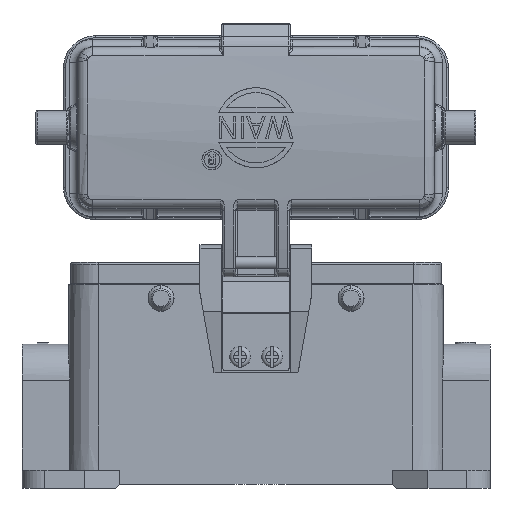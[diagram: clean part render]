
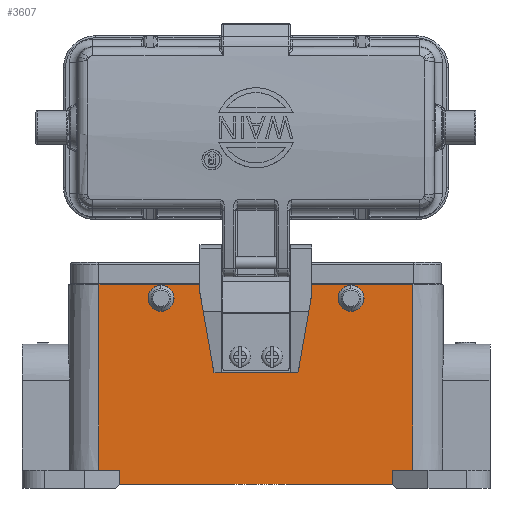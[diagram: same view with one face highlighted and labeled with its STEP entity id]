
A CAD part, front view. The second image highlights one B-rep face of the part: STEP entity #3607.
In plain terms, the highlighted planar face has unit normal (0, -1, 0.009).
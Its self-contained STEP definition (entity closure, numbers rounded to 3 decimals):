
#83=ELLIPSE('',#25510,1.5,1.5);
#84=ELLIPSE('',#25511,1.5,1.5);
#1792=PLANE('',#25512);
#2076=FACE_BOUND('',#6472,.T.);
#2077=FACE_BOUND('',#6473,.T.);
#2078=FACE_BOUND('',#6474,.T.);
#2079=FACE_BOUND('',#6475,.T.);
#2080=FACE_BOUND('',#6476,.T.);
#3607=ADVANCED_FACE('',(#2076,#2077,#2078,#2079,#2080),#1792,.T.);
#6472=EDGE_LOOP('',(#14839));
#6473=EDGE_LOOP('',(#14840));
#6474=EDGE_LOOP('',(#14841));
#6475=EDGE_LOOP('',(#14842));
#6476=EDGE_LOOP('',(#14843,#14844,#14845,#14846,#14847,#14848,#14849,#14850,
#14851,#14852,#14853,#14854));
#7967=LINE('',#45047,#9600);
#7968=LINE('',#45049,#9601);
#7980=LINE('',#45092,#9613);
#7985=LINE('',#45113,#9618);
#7992=LINE('',#45148,#9625);
#8021=LINE('',#45223,#9654);
#8024=LINE('',#45237,#9657);
#8031=LINE('',#45253,#9664);
#8165=LINE('',#45765,#9798);
#8178=LINE('',#45799,#9811);
#8180=LINE('',#45803,#9813);
#8181=LINE('',#45813,#9814);
#9600=VECTOR('',#29949,1.);
#9601=VECTOR('',#29952,1.);
#9613=VECTOR('',#29976,1.);
#9618=VECTOR('',#29987,1.);
#9625=VECTOR('',#30006,1.);
#9654=VECTOR('',#30079,1.);
#9657=VECTOR('',#30096,1.);
#9664=VECTOR('',#30107,1.);
#9798=VECTOR('',#30391,1.);
#9811=VECTOR('',#30426,1.);
#9813=VECTOR('',#30430,1.);
#9814=VECTOR('',#30441,1.);
#14839=ORIENTED_EDGE('',*,*,#21858,.F.);
#14840=ORIENTED_EDGE('',*,*,#21859,.F.);
#14841=ORIENTED_EDGE('',*,*,#21860,.T.);
#14842=ORIENTED_EDGE('',*,*,#21861,.T.);
#14843=ORIENTED_EDGE('',*,*,#21855,.T.);
#14844=ORIENTED_EDGE('',*,*,#21838,.T.);
#14845=ORIENTED_EDGE('',*,*,#21656,.F.);
#14846=ORIENTED_EDGE('',*,*,#21648,.T.);
#14847=ORIENTED_EDGE('',*,*,#21641,.F.);
#14848=ORIENTED_EDGE('',*,*,#21862,.T.);
#14849=ORIENTED_EDGE('',*,*,#21603,.F.);
#14850=ORIENTED_EDGE('',*,*,#21591,.T.);
#14851=ORIENTED_EDGE('',*,*,#21583,.T.);
#14852=ORIENTED_EDGE('',*,*,#21567,.T.);
#14853=ORIENTED_EDGE('',*,*,#21566,.F.);
#14854=ORIENTED_EDGE('',*,*,#21857,.F.);
#18641=VERTEX_POINT('',#45044);
#18642=VERTEX_POINT('',#45046);
#18643=VERTEX_POINT('',#45050);
#18656=VERTEX_POINT('',#45093);
#18661=VERTEX_POINT('',#45114);
#18671=VERTEX_POINT('',#45149);
#18692=VERTEX_POINT('',#45218);
#18694=VERTEX_POINT('',#45222);
#18699=VERTEX_POINT('',#45238);
#18706=VERTEX_POINT('',#45254);
#18826=VERTEX_POINT('',#45766);
#18836=VERTEX_POINT('',#45800);
#18837=VERTEX_POINT('',#45806);
#18838=VERTEX_POINT('',#45808);
#18839=VERTEX_POINT('',#45810);
#18840=VERTEX_POINT('',#45812);
#21566=EDGE_CURVE('',#18642,#18641,#7967,.T.);
#21567=EDGE_CURVE('',#18643,#18641,#7968,.T.);
#21583=EDGE_CURVE('',#18656,#18643,#7980,.T.);
#21591=EDGE_CURVE('',#18661,#18656,#7985,.T.);
#21603=EDGE_CURVE('',#18661,#18671,#7992,.T.);
#21641=EDGE_CURVE('',#18694,#18692,#8021,.T.);
#21648=EDGE_CURVE('',#18699,#18692,#8024,.T.);
#21656=EDGE_CURVE('',#18699,#18706,#8031,.T.);
#21838=EDGE_CURVE('',#18826,#18706,#8165,.T.);
#21855=EDGE_CURVE('',#18836,#18826,#8178,.T.);
#21857=EDGE_CURVE('',#18836,#18642,#8180,.T.);
#21858=EDGE_CURVE('',#18837,#18837,#23698,.T.);
#21859=EDGE_CURVE('',#18838,#18838,#23699,.T.);
#21860=EDGE_CURVE('',#18839,#18839,#83,.T.);
#21861=EDGE_CURVE('',#18840,#18840,#84,.T.);
#21862=EDGE_CURVE('',#18694,#18671,#8181,.T.);
#23698=CIRCLE('',#25508,1.5);
#23699=CIRCLE('',#25509,1.5);
#25508=AXIS2_PLACEMENT_3D('',#45805,#30433,#30434);
#25509=AXIS2_PLACEMENT_3D('',#45807,#30435,#30436);
#25510=AXIS2_PLACEMENT_3D('',#45809,#30437,#30438);
#25511=AXIS2_PLACEMENT_3D('',#45811,#30439,#30440);
#25512=AXIS2_PLACEMENT_3D('',#45814,#30442,#30443);
#29949=DIRECTION('',(1.,0.,0.));
#29952=DIRECTION('',(0.,-0.009,-1.));
#29976=DIRECTION('',(-1.,0.,0.));
#29987=DIRECTION('',(0.,0.009,1.));
#30006=DIRECTION('',(-1.,0.,0.));
#30079=DIRECTION('',(-1.,0.,0.));
#30096=DIRECTION('',(0.,-0.009,-1.));
#30107=DIRECTION('',(-1.,0.,0.));
#30391=DIRECTION('',(0.,-0.009,-1.));
#30426=DIRECTION('',(-1.,0.,0.));
#30430=DIRECTION('',(0.,-0.009,-1.));
#30433=DIRECTION('',(0.,-1.,0.009));
#30434=DIRECTION('',(1.,0.,0.));
#30435=DIRECTION('',(0.,-1.,0.009));
#30436=DIRECTION('',(1.,0.,0.));
#30437=DIRECTION('',(0.,1.,-0.009));
#30438=DIRECTION('',(0.,0.009,1.));
#30439=DIRECTION('',(0.,1.,-0.009));
#30440=DIRECTION('',(0.,0.009,1.));
#30441=DIRECTION('',(0.,0.009,1.));
#30442=DIRECTION('',(0.,-1.,0.009));
#30443=DIRECTION('',(-1.,0.,0.));
#45044=CARTESIAN_POINT('',(1.6,-21.526,21.5));
#45046=CARTESIAN_POINT('',(-1.6,-21.526,21.5));
#45047=CARTESIAN_POINT('',(-1.6,-21.526,21.5));
#45049=CARTESIAN_POINT('',(1.6,-21.5,24.5));
#45050=CARTESIAN_POINT('',(1.6,-21.5,24.5));
#45092=CARTESIAN_POINT('',(39.25,-21.5,24.5));
#45093=CARTESIAN_POINT('',(39.25,-21.5,24.5));
#45113=CARTESIAN_POINT('',(39.25,-21.906,-22.));
#45114=CARTESIAN_POINT('',(39.25,-21.906,-22.));
#45148=CARTESIAN_POINT('',(39.25,-21.906,-22.));
#45149=CARTESIAN_POINT('',(34.,-21.906,-22.));
#45218=CARTESIAN_POINT('',(-34.,-21.936,-25.5));
#45222=CARTESIAN_POINT('',(34.,-21.936,-25.5));
#45223=CARTESIAN_POINT('',(34.,-21.936,-25.5));
#45237=CARTESIAN_POINT('',(-34.,-21.906,-22.));
#45238=CARTESIAN_POINT('',(-34.,-21.906,-22.));
#45253=CARTESIAN_POINT('',(-34.,-21.906,-22.));
#45254=CARTESIAN_POINT('',(-39.25,-21.906,-22.));
#45765=CARTESIAN_POINT('',(-39.25,-21.5,24.5));
#45766=CARTESIAN_POINT('',(-39.25,-21.5,24.5));
#45799=CARTESIAN_POINT('',(-1.6,-21.5,24.5));
#45800=CARTESIAN_POINT('',(-1.6,-21.5,24.5));
#45803=CARTESIAN_POINT('',(-1.6,-21.5,24.5));
#45805=CARTESIAN_POINT('',(4.,-21.66,6.212));
#45806=CARTESIAN_POINT('',(5.5,-21.66,6.212));
#45807=CARTESIAN_POINT('',(-4.,-21.66,6.212));
#45808=CARTESIAN_POINT('',(-2.5,-21.66,6.212));
#45809=CARTESIAN_POINT('',(23.75,-21.531,21.));
#45810=CARTESIAN_POINT('',(23.75,-21.517,22.5));
#45811=CARTESIAN_POINT('',(-23.75,-21.531,21.));
#45812=CARTESIAN_POINT('',(-23.75,-21.517,22.5));
#45813=CARTESIAN_POINT('',(34.,-21.936,-25.5));
#45814=CARTESIAN_POINT('',(-41.628,-21.5,24.5));
